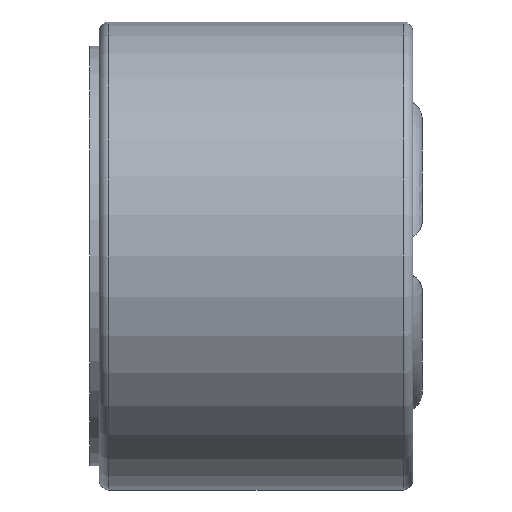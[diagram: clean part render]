
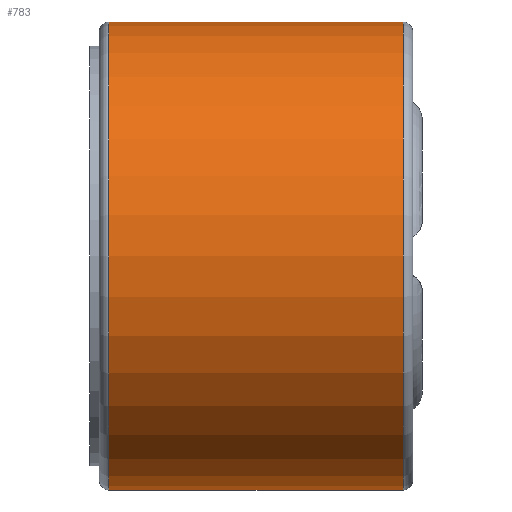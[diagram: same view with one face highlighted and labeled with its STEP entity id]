
A CAD part, left-side view. The second image highlights one B-rep face of the part: STEP entity #783.
In plain terms, the highlighted cylindrical face has radius 4.85 mm (diameter 9.7 mm), a partial arc.
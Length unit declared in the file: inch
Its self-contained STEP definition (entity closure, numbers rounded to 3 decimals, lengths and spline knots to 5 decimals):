
#137 = ORIENTED_EDGE ( 'NONE', *, *, #2600, .T. ) ;
#265 = ORIENTED_EDGE ( 'NONE', *, *, #1462, .T. ) ;
#379 = VECTOR ( 'NONE', #533, 39.37008 ) ;
#389 = CARTESIAN_POINT ( 'NONE',  ( 0., 0.24803, 0. ) ) ;
#400 = DIRECTION ( 'NONE',  ( 0., 0., 1. ) ) ;
#533 = DIRECTION ( 'NONE',  ( 0., -1., 0. ) ) ;
#624 = CARTESIAN_POINT ( 'NONE',  ( 0., 0.25591, -0.19094 ) ) ;
#755 = CARTESIAN_POINT ( 'NONE',  ( 0., 0.00787, 0. ) ) ;
#783 = ADVANCED_FACE ( 'NONE', ( #1551 ), #2180, .T. ) ;
#884 = DIRECTION ( 'NONE',  ( 0., -1., 0. ) ) ;
#937 = VERTEX_POINT ( 'NONE', #2026 ) ;
#1050 = CARTESIAN_POINT ( 'NONE',  ( 0., 0.24803, -0.19094 ) ) ;
#1093 = DIRECTION ( 'NONE',  ( 0., 0., -1. ) ) ;
#1183 = CARTESIAN_POINT ( 'NONE',  ( 0., 0.25591, 0.19094 ) ) ;
#1245 = DIRECTION ( 'NONE',  ( 0., -1., 0. ) ) ;
#1321 = ORIENTED_EDGE ( 'NONE', *, *, #2189, .T. ) ;
#1430 = DIRECTION ( 'NONE',  ( 0., 0., 1. ) ) ;
#1462 = EDGE_CURVE ( 'NONE', #937, #2611, #2209, .T. ) ;
#1473 = VERTEX_POINT ( 'NONE', #2290 ) ;
#1483 = DIRECTION ( 'NONE',  ( 0., -1., 0. ) ) ;
#1551 = FACE_OUTER_BOUND ( 'NONE', #1655, .T. ) ;
#1655 = EDGE_LOOP ( 'NONE', ( #1987, #137, #1321, #265 ) ) ;
#1733 = LINE ( 'NONE', #624, #1801 ) ;
#1801 = VECTOR ( 'NONE', #1483, 39.37008 ) ;
#1802 = AXIS2_PLACEMENT_3D ( 'NONE', #389, #1245, #400 ) ;
#1987 = ORIENTED_EDGE ( 'NONE', *, *, #2502, .F. ) ;
#2026 = CARTESIAN_POINT ( 'NONE',  ( 0., 0.00787, -0.19094 ) ) ;
#2030 = DIRECTION ( 'NONE',  ( 0., 1., 0. ) ) ;
#2101 = CARTESIAN_POINT ( 'NONE',  ( 0., 0.00787, 0.19094 ) ) ;
#2148 = CARTESIAN_POINT ( 'NONE',  ( 0., 0.25591, 0. ) ) ;
#2180 = CYLINDRICAL_SURFACE ( 'NONE', #2375, 0.19094 ) ;
#2189 = EDGE_CURVE ( 'NONE', #2449, #937, #1733, .T. ) ;
#2209 = CIRCLE ( 'NONE', #2383, 0.19094 ) ;
#2240 = LINE ( 'NONE', #1183, #379 ) ;
#2290 = CARTESIAN_POINT ( 'NONE',  ( 0., 0.24803, 0.19094 ) ) ;
#2375 = AXIS2_PLACEMENT_3D ( 'NONE', #2148, #884, #1093 ) ;
#2383 = AXIS2_PLACEMENT_3D ( 'NONE', #755, #2030, #1430 ) ;
#2449 = VERTEX_POINT ( 'NONE', #1050 ) ;
#2483 = CIRCLE ( 'NONE', #1802, 0.19094 ) ;
#2502 = EDGE_CURVE ( 'NONE', #1473, #2611, #2240, .T. ) ;
#2600 = EDGE_CURVE ( 'NONE', #1473, #2449, #2483, .T. ) ;
#2611 = VERTEX_POINT ( 'NONE', #2101 ) ;
